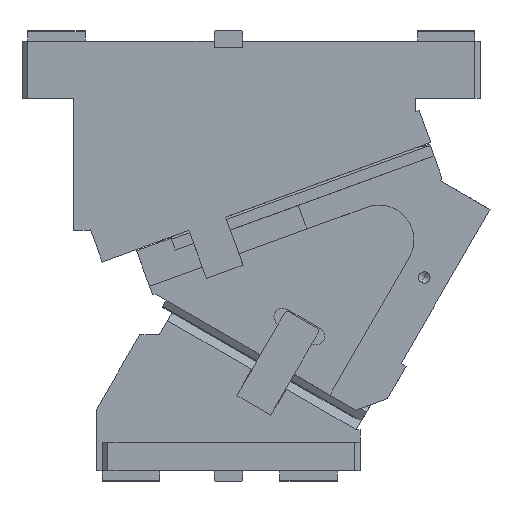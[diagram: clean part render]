
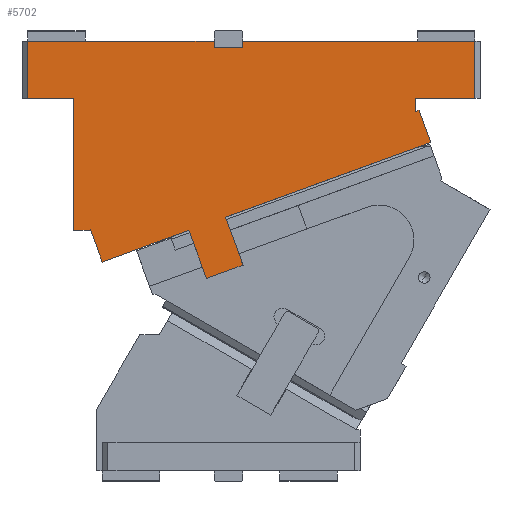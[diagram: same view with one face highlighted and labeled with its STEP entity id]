
A CAD part, front view. The second image highlights one B-rep face of the part: STEP entity #5702.
In plain terms, the highlighted planar face has unit normal (0, -1, 0).
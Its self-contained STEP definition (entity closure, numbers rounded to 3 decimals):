
#325=CARTESIAN_POINT('Vertex',(192.5,-200.,0.)) ;
#328=CARTESIAN_POINT('Line Origine',(293.75,-200.,0.)) ;
#332=CARTESIAN_POINT('Vertex',(395.,-200.,0.)) ;
#1194=CARTESIAN_POINT('Vertex',(395.,-200.,-50.)) ;
#1197=CARTESIAN_POINT('Line Origine',(369.,-200.,-50.)) ;
#1201=CARTESIAN_POINT('Vertex',(343.,-200.,-50.)) ;
#1765=CARTESIAN_POINT('Vertex',(5.,-200.,-50.)) ;
#1768=CARTESIAN_POINT('Line Origine',(5.,-200.,-25.)) ;
#1772=CARTESIAN_POINT('Vertex',(5.,-200.,0.)) ;
#2354=CARTESIAN_POINT('Vertex',(45.,-200.,-50.)) ;
#2357=CARTESIAN_POINT('Line Origine',(25.,-200.,-50.)) ;
#2405=CARTESIAN_POINT('Vertex',(58.627,-200.,-165.)) ;
#2408=CARTESIAN_POINT('Line Origine',(51.814,-200.,-165.)) ;
#2412=CARTESIAN_POINT('Vertex',(45.,-200.,-165.)) ;
#2459=CARTESIAN_POINT('Vertex',(160.884,-200.,-207.063)) ;
#2462=CARTESIAN_POINT('Line Origine',(153.274,-200.,-186.155)) ;
#2466=CARTESIAN_POINT('Vertex',(145.664,-200.,-165.246)) ;
#2571=CARTESIAN_POINT('Vertex',(192.834,-200.,-195.434)) ;
#2574=CARTESIAN_POINT('Line Origine',(176.859,-200.,-201.248)) ;
#2595=CARTESIAN_POINT('Vertex',(177.614,-200.,-153.618)) ;
#2598=CARTESIAN_POINT('Line Origine',(185.224,-200.,-174.526)) ;
#3006=CARTESIAN_POINT('Vertex',(356.625,-200.,-88.463)) ;
#3022=CARTESIAN_POINT('Vertex',(346.365,-200.,-60.272)) ;
#3025=CARTESIAN_POINT('Line Origine',(351.495,-200.,-74.367)) ;
#3050=CARTESIAN_POINT('Vertex',(343.,-200.,-61.497)) ;
#3053=CARTESIAN_POINT('Line Origine',(344.682,-200.,-60.884)) ;
#4237=CARTESIAN_POINT('Line Origine',(267.119,-200.,-121.04)) ;
#4242=CARTESIAN_POINT('Line Origine',(130.394,-200.,-170.804)) ;
#4246=CARTESIAN_POINT('Vertex',(115.124,-200.,-176.362)) ;
#4249=CARTESIAN_POINT('Line Origine',(92.572,-200.,-184.571)) ;
#4253=CARTESIAN_POINT('Vertex',(70.019,-200.,-192.779)) ;
#4326=CARTESIAN_POINT('Line Origine',(64.889,-200.,-178.684)) ;
#4330=CARTESIAN_POINT('Vertex',(59.758,-200.,-164.588)) ;
#4361=CARTESIAN_POINT('Line Origine',(59.193,-200.,-164.794)) ;
#4823=CARTESIAN_POINT('Line Origine',(45.,-200.,-107.5)) ;
#5432=CARTESIAN_POINT('Line Origine',(343.,-200.,-55.748)) ;
#5558=CARTESIAN_POINT('Vertex',(167.5,-200.,0.)) ;
#5561=CARTESIAN_POINT('Line Origine',(167.5,-200.,-3.)) ;
#5565=CARTESIAN_POINT('Vertex',(167.5,-200.,-6.)) ;
#5631=CARTESIAN_POINT('Vertex',(192.5,-200.,-6.)) ;
#5634=CARTESIAN_POINT('Line Origine',(192.5,-200.,-3.)) ;
#5651=CARTESIAN_POINT('Line Origine',(180.,-200.,-6.)) ;
#5663=CARTESIAN_POINT('Axis2P3D Location',(0.,-200.,0.)) ;
#5668=CARTESIAN_POINT('Line Origine',(86.25,-200.,0.)) ;
#5673=CARTESIAN_POINT('Line Origine',(395.,-200.,-25.)) ;
#329=DIRECTION('Vector Direction',(1.,0.,0.)) ;
#1198=DIRECTION('Vector Direction',(-1.,0.,0.)) ;
#1769=DIRECTION('Vector Direction',(0.,0.,-1.)) ;
#2358=DIRECTION('Vector Direction',(1.,0.,0.)) ;
#2409=DIRECTION('Vector Direction',(1.,0.,0.)) ;
#2463=DIRECTION('Vector Direction',(-0.342,0.,0.94)) ;
#2575=DIRECTION('Vector Direction',(0.94,0.,0.342)) ;
#2599=DIRECTION('Vector Direction',(-0.342,0.,0.94)) ;
#3026=DIRECTION('Vector Direction',(0.342,0.,-0.94)) ;
#3054=DIRECTION('Vector Direction',(0.94,0.,0.342)) ;
#4238=DIRECTION('Vector Direction',(-0.94,0.,-0.342)) ;
#4243=DIRECTION('Vector Direction',(-0.94,0.,-0.342)) ;
#4250=DIRECTION('Vector Direction',(0.94,0.,0.342)) ;
#4327=DIRECTION('Vector Direction',(0.342,0.,-0.94)) ;
#4362=DIRECTION('Vector Direction',(-0.94,0.,-0.342)) ;
#4824=DIRECTION('Vector Direction',(0.,0.,-1.)) ;
#5433=DIRECTION('Vector Direction',(0.,0.,1.)) ;
#5562=DIRECTION('Vector Direction',(0.,0.,1.)) ;
#5635=DIRECTION('Vector Direction',(0.,0.,-1.)) ;
#5652=DIRECTION('Vector Direction',(1.,0.,0.)) ;
#5664=DIRECTION('Axis2P3D Direction',(0.,1.,0.)) ;
#5665=DIRECTION('Axis2P3D XDirection',(0.,0.,1.)) ;
#5669=DIRECTION('Vector Direction',(1.,0.,0.)) ;
#5674=DIRECTION('Vector Direction',(0.,0.,1.)) ;
#5666=AXIS2_PLACEMENT_3D('Plane Axis2P3D',#5663,#5664,#5665) ;
#5679=ORIENTED_EDGE('',*,*,#5655,.F.) ;
#5680=ORIENTED_EDGE('',*,*,#5567,.T.) ;
#5681=ORIENTED_EDGE('',*,*,#5672,.F.) ;
#5682=ORIENTED_EDGE('',*,*,#1774,.T.) ;
#5683=ORIENTED_EDGE('',*,*,#2361,.T.) ;
#5684=ORIENTED_EDGE('',*,*,#4827,.T.) ;
#5685=ORIENTED_EDGE('',*,*,#2414,.T.) ;
#5686=ORIENTED_EDGE('',*,*,#4365,.F.) ;
#5687=ORIENTED_EDGE('',*,*,#4332,.T.) ;
#5688=ORIENTED_EDGE('',*,*,#4255,.T.) ;
#5689=ORIENTED_EDGE('',*,*,#4248,.T.) ;
#5690=ORIENTED_EDGE('',*,*,#2468,.F.) ;
#5691=ORIENTED_EDGE('',*,*,#2578,.T.) ;
#5692=ORIENTED_EDGE('',*,*,#2602,.T.) ;
#5693=ORIENTED_EDGE('',*,*,#4241,.T.) ;
#5694=ORIENTED_EDGE('',*,*,#3029,.T.) ;
#5695=ORIENTED_EDGE('',*,*,#3057,.T.) ;
#5696=ORIENTED_EDGE('',*,*,#5436,.T.) ;
#5697=ORIENTED_EDGE('',*,*,#1203,.F.) ;
#5698=ORIENTED_EDGE('',*,*,#5677,.T.) ;
#5699=ORIENTED_EDGE('',*,*,#334,.F.) ;
#5700=ORIENTED_EDGE('',*,*,#5638,.T.) ;
#330=VECTOR('Line Direction',#329,1.) ;
#1199=VECTOR('Line Direction',#1198,1.) ;
#1770=VECTOR('Line Direction',#1769,1.) ;
#2359=VECTOR('Line Direction',#2358,1.) ;
#2410=VECTOR('Line Direction',#2409,1.) ;
#2464=VECTOR('Line Direction',#2463,1.) ;
#2576=VECTOR('Line Direction',#2575,1.) ;
#2600=VECTOR('Line Direction',#2599,1.) ;
#3027=VECTOR('Line Direction',#3026,1.) ;
#3055=VECTOR('Line Direction',#3054,1.) ;
#4239=VECTOR('Line Direction',#4238,1.) ;
#4244=VECTOR('Line Direction',#4243,1.) ;
#4251=VECTOR('Line Direction',#4250,1.) ;
#4328=VECTOR('Line Direction',#4327,1.) ;
#4363=VECTOR('Line Direction',#4362,1.) ;
#4825=VECTOR('Line Direction',#4824,1.) ;
#5434=VECTOR('Line Direction',#5433,1.) ;
#5563=VECTOR('Line Direction',#5562,1.) ;
#5636=VECTOR('Line Direction',#5635,1.) ;
#5653=VECTOR('Line Direction',#5652,1.) ;
#5670=VECTOR('Line Direction',#5669,1.) ;
#5675=VECTOR('Line Direction',#5674,1.) ;
#5702=ADVANCED_FACE('CAM HOLDER',(#5701),#5667,.F.) ;
#334=EDGE_CURVE('',#326,#333,#331,.T.) ;
#1203=EDGE_CURVE('',#1195,#1202,#1200,.T.) ;
#1774=EDGE_CURVE('',#1773,#1766,#1771,.T.) ;
#2361=EDGE_CURVE('',#1766,#2355,#2360,.T.) ;
#2414=EDGE_CURVE('',#2413,#2406,#2411,.T.) ;
#2468=EDGE_CURVE('',#2460,#2467,#2465,.T.) ;
#2578=EDGE_CURVE('',#2460,#2572,#2577,.T.) ;
#2602=EDGE_CURVE('',#2572,#2596,#2601,.T.) ;
#3029=EDGE_CURVE('',#3007,#3023,#3028,.F.) ;
#3057=EDGE_CURVE('',#3023,#3051,#3056,.F.) ;
#4241=EDGE_CURVE('',#2596,#3007,#4240,.F.) ;
#4248=EDGE_CURVE('',#4247,#2467,#4245,.F.) ;
#4255=EDGE_CURVE('',#4254,#4247,#4252,.T.) ;
#4332=EDGE_CURVE('',#4331,#4254,#4329,.T.) ;
#4365=EDGE_CURVE('',#4331,#2406,#4364,.T.) ;
#4827=EDGE_CURVE('',#2355,#2413,#4826,.T.) ;
#5436=EDGE_CURVE('',#3051,#1202,#5435,.T.) ;
#5567=EDGE_CURVE('',#5566,#5559,#5564,.T.) ;
#5638=EDGE_CURVE('',#326,#5632,#5637,.T.) ;
#5655=EDGE_CURVE('',#5566,#5632,#5654,.T.) ;
#5672=EDGE_CURVE('',#1773,#5559,#5671,.T.) ;
#5677=EDGE_CURVE('',#1195,#333,#5676,.T.) ;
#5678=EDGE_LOOP('',(#5679,#5680,#5681,#5682,#5683,#5684,#5685,#5686,#5687,#5688,#5689,#5690,#5691,#5692,#5693,#5694,#5695,#5696,#5697,#5698,#5699,#5700)) ;
#5701=FACE_OUTER_BOUND('',#5678,.T.) ;
#331=LINE('Line',#328,#330) ;
#1200=LINE('Line',#1197,#1199) ;
#1771=LINE('Line',#1768,#1770) ;
#2360=LINE('Line',#2357,#2359) ;
#2411=LINE('Line',#2408,#2410) ;
#2465=LINE('Line',#2462,#2464) ;
#2577=LINE('Line',#2574,#2576) ;
#2601=LINE('Line',#2598,#2600) ;
#3028=LINE('Line',#3025,#3027) ;
#3056=LINE('Line',#3053,#3055) ;
#4240=LINE('Line',#4237,#4239) ;
#4245=LINE('Line',#4242,#4244) ;
#4252=LINE('Line',#4249,#4251) ;
#4329=LINE('Line',#4326,#4328) ;
#4364=LINE('Line',#4361,#4363) ;
#4826=LINE('Line',#4823,#4825) ;
#5435=LINE('Line',#5432,#5434) ;
#5564=LINE('Line',#5561,#5563) ;
#5637=LINE('Line',#5634,#5636) ;
#5654=LINE('Line',#5651,#5653) ;
#5671=LINE('Line',#5668,#5670) ;
#5676=LINE('Line',#5673,#5675) ;
#5667=PLANE('Plane',#5666) ;
#326=VERTEX_POINT('',#325) ;
#333=VERTEX_POINT('',#332) ;
#1195=VERTEX_POINT('',#1194) ;
#1202=VERTEX_POINT('',#1201) ;
#1766=VERTEX_POINT('',#1765) ;
#1773=VERTEX_POINT('',#1772) ;
#2355=VERTEX_POINT('',#2354) ;
#2406=VERTEX_POINT('',#2405) ;
#2413=VERTEX_POINT('',#2412) ;
#2460=VERTEX_POINT('',#2459) ;
#2467=VERTEX_POINT('',#2466) ;
#2572=VERTEX_POINT('',#2571) ;
#2596=VERTEX_POINT('',#2595) ;
#3007=VERTEX_POINT('',#3006) ;
#3023=VERTEX_POINT('',#3022) ;
#3051=VERTEX_POINT('',#3050) ;
#4247=VERTEX_POINT('',#4246) ;
#4254=VERTEX_POINT('',#4253) ;
#4331=VERTEX_POINT('',#4330) ;
#5559=VERTEX_POINT('',#5558) ;
#5566=VERTEX_POINT('',#5565) ;
#5632=VERTEX_POINT('',#5631) ;
